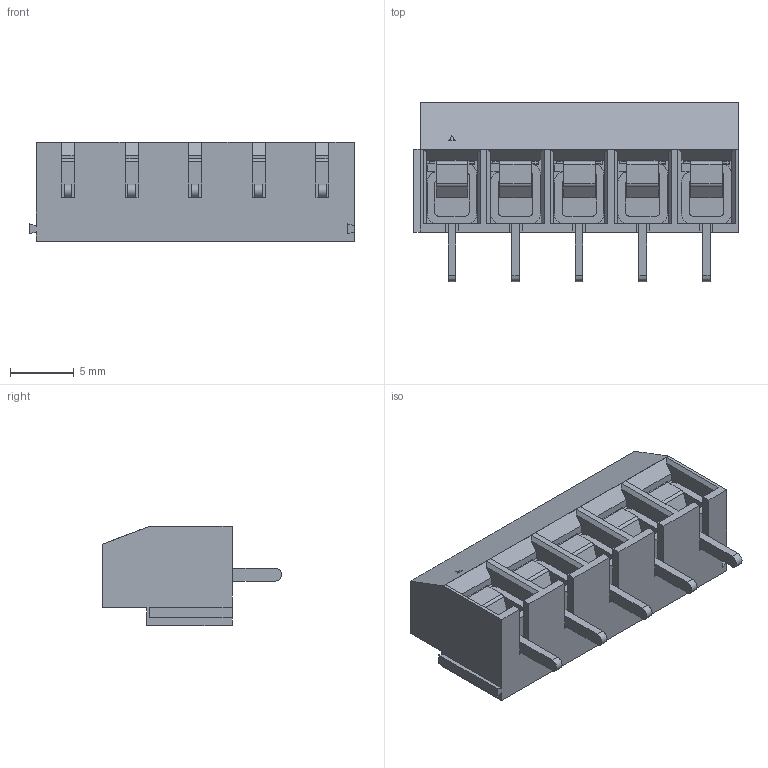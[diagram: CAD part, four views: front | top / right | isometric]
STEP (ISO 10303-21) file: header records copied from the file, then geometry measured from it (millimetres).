
FILE_DESCRIPTION (( 'STEP AP214' ), '1' );
FILE_NAME ('DG126-5.0-05P-12-00AH.STEP', '2021-01-19T16:38:32', ( '' ), ( '' ), 'SwSTEP 2.0', 'SolidWorks 2020', '' );
FILE_SCHEMA (( 'AUTOMOTIVE_DESIGN' ));
Length unit declared in the file: millimetre
Products named in the file (1): DG126-5.0-05P-12-00AH
Bounding box: 25.5 x 14.1 x 7.8 mm (x, y, z)
Volume: 1411.7 mm3; surface area: 2518.4 mm2
Topology: 1 solids, 1 shells, 745 faces, 2041 edges, 1329 vertices
Faces by surface type: plane 454, bspline 131, cylinder 115, torus 35, cone 10
Entity records: 37246 total; most frequent: CARTESIAN_POINT 12239, ORIENTED_EDGE 4082, DIRECTION 3234, EDGE_CURVE 2041, VECTOR 1394, LINE 1394, VERTEX_POINT 1329, AXIS2_PLACEMENT_3D 920
